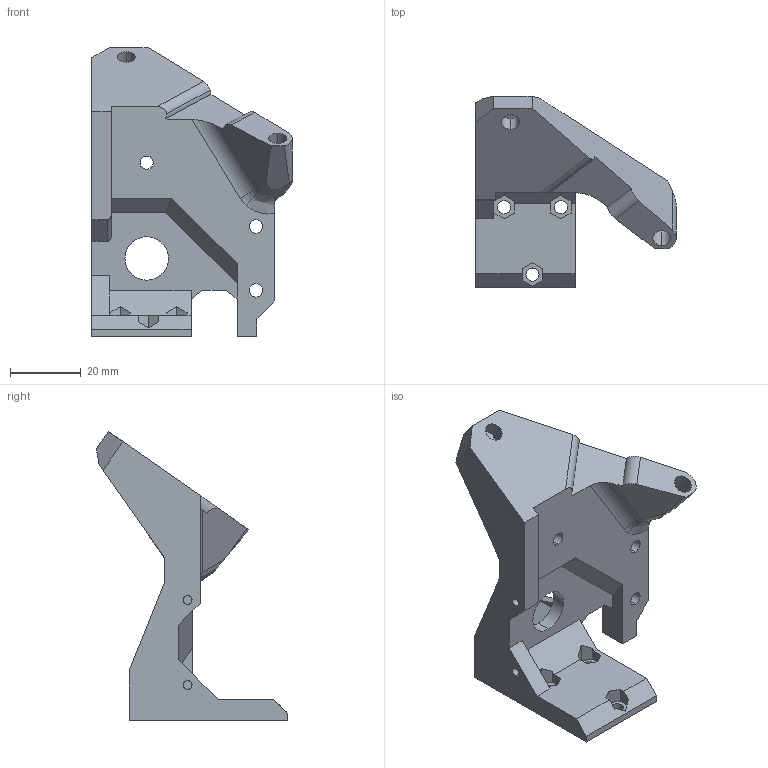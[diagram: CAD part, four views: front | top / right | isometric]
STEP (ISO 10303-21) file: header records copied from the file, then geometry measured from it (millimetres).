
FILE_DESCRIPTION (( 'STEP AP214' ), '1' );
FILE_NAME ('520 Threaded Heat Sink Mount 50mm Fan.STEP', '2021-03-17T21:32:03', ( '' ), ( '' ), 'SwSTEP 2.0', 'SolidWorks 2019', '' );
FILE_SCHEMA (( 'AUTOMOTIVE_DESIGN' ));
Length unit declared in the file: millimetre
Products named in the file (1): 520 Threaded Heat Sink Mount 50mm Fan
Bounding box: 56.55 x 53.94 x 81.47 mm (x, y, z)
Volume: 39353.8 mm3; surface area: 14034.4 mm2
Topology: 1 solids, 1 shells, 120 faces, 332 edges, 220 vertices
Faces by surface type: plane 86, cylinder 32, bspline 2
Entity records: 3901 total; most frequent: CARTESIAN_POINT 775, ORIENTED_EDGE 664, DIRECTION 607, EDGE_CURVE 332, VECTOR 257, LINE 257, VERTEX_POINT 220, AXIS2_PLACEMENT_3D 175
